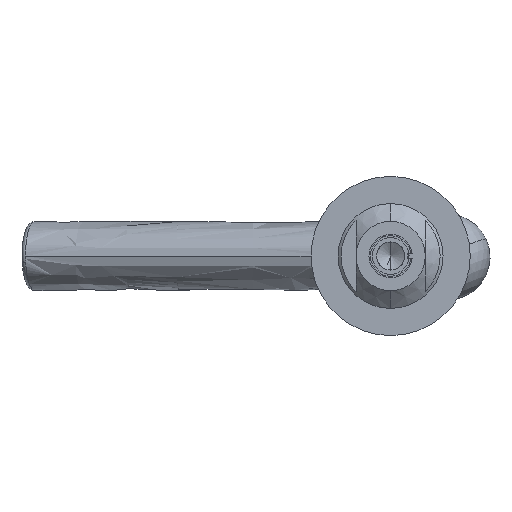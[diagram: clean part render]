
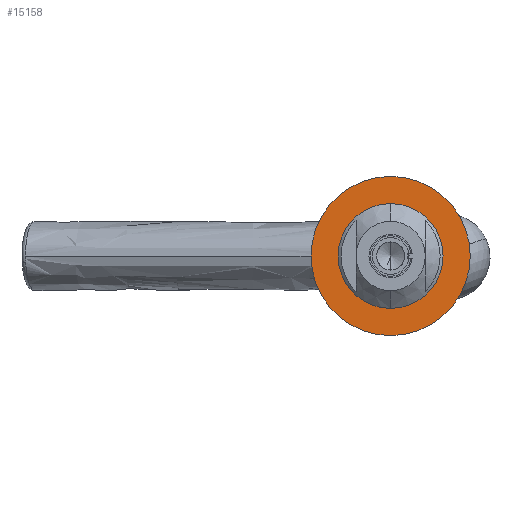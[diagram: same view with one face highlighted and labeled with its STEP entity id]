
A CAD part, left-side view. The second image highlights one B-rep face of the part: STEP entity #15158.
In plain terms, the highlighted planar face has unit normal (-1, 0, 0).
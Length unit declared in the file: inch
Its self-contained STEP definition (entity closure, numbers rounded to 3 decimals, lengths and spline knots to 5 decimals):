
#314 = CARTESIAN_POINT ( 'NONE',  ( -4.28, 0., 0. ) ) ;
#355 = EDGE_LOOP ( 'NONE', ( #6737, #10528 ) ) ;
#1162 = VERTEX_POINT ( 'NONE', #2960 ) ;
#1559 = CARTESIAN_POINT ( 'NONE',  ( -4.28, 0., 0. ) ) ;
#1910 = EDGE_CURVE ( 'NONE', #13596, #1162, #8317, .T. ) ;
#2209 = VERTEX_POINT ( 'NONE', #14551 ) ;
#2316 = AXIS2_PLACEMENT_3D ( 'NONE', #1559, #5535, #5379 ) ;
#2738 = DIRECTION ( 'NONE',  ( 0., 1., 0. ) ) ;
#2862 = ORIENTED_EDGE ( 'NONE', *, *, #13569, .F. ) ;
#2960 = CARTESIAN_POINT ( 'NONE',  ( -4.28, -0.7575, 0. ) ) ;
#3635 = AXIS2_PLACEMENT_3D ( 'NONE', #314, #5097, #2738 ) ;
#4074 = DIRECTION ( 'NONE',  ( -1., 0., 0. ) ) ;
#4126 = EDGE_CURVE ( 'NONE', #2209, #10288, #10382, .T. ) ;
#4174 = CARTESIAN_POINT ( 'NONE',  ( -4.28, 1.15, 0. ) ) ;
#4635 = AXIS2_PLACEMENT_3D ( 'NONE', #14077, #14001, #11670 ) ;
#5097 = DIRECTION ( 'NONE',  ( -1., 0., 0. ) ) ;
#5379 = DIRECTION ( 'NONE',  ( 0., 1., 0. ) ) ;
#5535 = DIRECTION ( 'NONE',  ( -1., 0., 0. ) ) ;
#6688 = FACE_BOUND ( 'NONE', #13408, .T. ) ;
#6737 = ORIENTED_EDGE ( 'NONE', *, *, #4126, .T. ) ;
#6764 = PLANE ( 'NONE',  #2316 ) ;
#7049 = ORIENTED_EDGE ( 'NONE', *, *, #1910, .F. ) ;
#8007 = FACE_OUTER_BOUND ( 'NONE', #355, .T. ) ;
#8010 = AXIS2_PLACEMENT_3D ( 'NONE', #8248, #12230, #11987 ) ;
#8248 = CARTESIAN_POINT ( 'NONE',  ( -4.28, 0., 0. ) ) ;
#8317 = CIRCLE ( 'NONE', #3635, 0.7575 ) ;
#9062 = DIRECTION ( 'NONE',  ( 0., 1., 0. ) ) ;
#10288 = VERTEX_POINT ( 'NONE', #4174 ) ;
#10382 = CIRCLE ( 'NONE', #4635, 1.15 ) ;
#10528 = ORIENTED_EDGE ( 'NONE', *, *, #14650, .T. ) ;
#10631 = CARTESIAN_POINT ( 'NONE',  ( -4.28, 0., 0. ) ) ;
#11670 = DIRECTION ( 'NONE',  ( 0., 1., 0. ) ) ;
#11987 = DIRECTION ( 'NONE',  ( 0., 1., 0. ) ) ;
#12168 = CIRCLE ( 'NONE', #14227, 1.15 ) ;
#12230 = DIRECTION ( 'NONE',  ( -1., 0., 0. ) ) ;
#13408 = EDGE_LOOP ( 'NONE', ( #2862, #7049 ) ) ;
#13457 = CIRCLE ( 'NONE', #8010, 0.7575 ) ;
#13569 = EDGE_CURVE ( 'NONE', #1162, #13596, #13457, .T. ) ;
#13596 = VERTEX_POINT ( 'NONE', #15752 ) ;
#14001 = DIRECTION ( 'NONE',  ( -1., 0., 0. ) ) ;
#14077 = CARTESIAN_POINT ( 'NONE',  ( -4.28, 0., 0. ) ) ;
#14227 = AXIS2_PLACEMENT_3D ( 'NONE', #10631, #4074, #9062 ) ;
#14551 = CARTESIAN_POINT ( 'NONE',  ( -4.28, -1.15, 0. ) ) ;
#14650 = EDGE_CURVE ( 'NONE', #10288, #2209, #12168, .T. ) ;
#15158 = ADVANCED_FACE ( 'NONE', ( #8007, #6688 ), #6764, .T. ) ;
#15752 = CARTESIAN_POINT ( 'NONE',  ( -4.28, 0.7575, 0. ) ) ;
